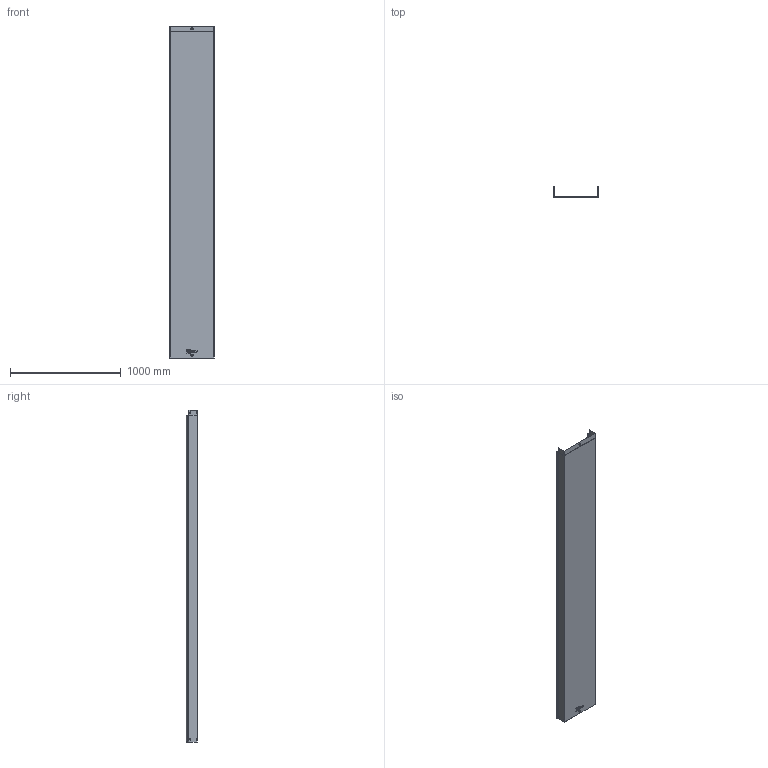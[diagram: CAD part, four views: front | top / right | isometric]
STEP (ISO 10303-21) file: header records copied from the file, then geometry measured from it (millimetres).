
FILE_DESCRIPTION (( 'STEP AP203' ), '1' );
FILE_NAME ('Cable tray 100õ400õ3000.STEP', '2019-04-24T06:31:45', ( '' ), ( '' ), 'SwSTEP 2.0', 'SolidWorks 2017', '' );
FILE_SCHEMA (( 'CONFIG_CONTROL_DESIGN' ));
Length unit declared in the file: millimetre
Products named in the file (1): Cable tray 100õ400õ3000
Bounding box: 402.89 x 101.08 x 3000 mm (x, y, z)
Volume: 1872379.5 mm3; surface area: 3752285.6 mm2
Topology: 1 solids, 1 shells, 428 faces, 1059 edges, 643 vertices
Faces by surface type: cylinder 162, plane 141, bspline 65, torus 56, sphere 4
Entity records: 20402 total; most frequent: CARTESIAN_POINT 10752, ORIENTED_EDGE 2098, DIRECTION 1859, EDGE_CURVE 1049, AXIS2_PLACEMENT_3D 673, VERTEX_POINT 643, LINE 513, VECTOR 513
